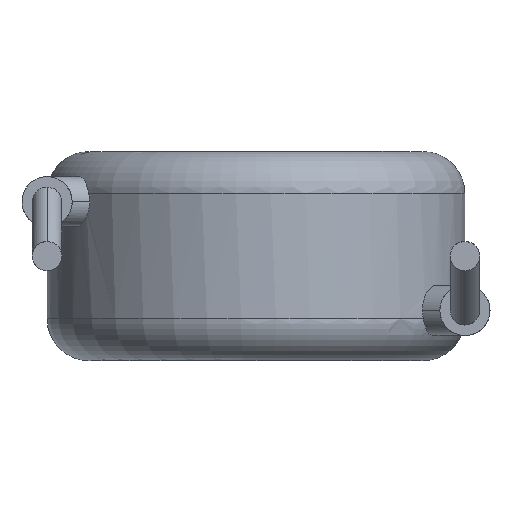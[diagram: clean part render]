
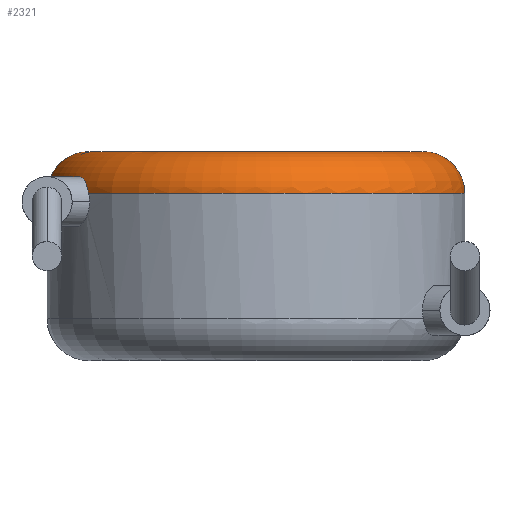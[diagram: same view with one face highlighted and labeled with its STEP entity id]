
A CAD part, front view. The second image highlights one B-rep face of the part: STEP entity #2321.
In plain terms, the highlighted toroidal (fillet/blend) face has major radius 4 mm and minor radius 1 mm.
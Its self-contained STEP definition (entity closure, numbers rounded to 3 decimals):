
#52 = DIRECTION ( 'NONE',  ( 1., 0., 0. ) ) ;
#192 = CARTESIAN_POINT ( 'NONE',  ( -4.185, -2.585, 4.399 ) ) ;
#216 = DIRECTION ( 'NONE',  ( -1., 0., 0. ) ) ;
#226 = DIRECTION ( 'NONE',  ( 0., 0., -1. ) ) ;
#233 = EDGE_CURVE ( 'NONE', #2768, #293, #3760, .T. ) ;
#236 = TOROIDAL_SURFACE ( 'NONE', #753, 4., 1. ) ;
#248 = DIRECTION ( 'NONE',  ( 1., 0., 0. ) ) ;
#293 = VERTEX_POINT ( 'NONE', #1200 ) ;
#321 = DIRECTION ( 'NONE',  ( 0., 0., 1. ) ) ;
#506 = VERTEX_POINT ( 'NONE', #3468 ) ;
#542 = CARTESIAN_POINT ( 'NONE',  ( -4.559, -2.053, 4.118 ) ) ;
#711 = CARTESIAN_POINT ( 'NONE',  ( 5., 0., 4. ) ) ;
#753 = AXIS2_PLACEMENT_3D ( 'NONE', #1414, #866, #248 ) ;
#801 = CARTESIAN_POINT ( 'NONE',  ( -4., 0., 4. ) ) ;
#866 = DIRECTION ( 'NONE',  ( 0., 0., 1. ) ) ;
#900 = CARTESIAN_POINT ( 'NONE',  ( 0., 0., 4. ) ) ;
#946 = AXIS2_PLACEMENT_3D ( 'NONE', #801, #1144, #216 ) ;
#991 = CARTESIAN_POINT ( 'NONE',  ( -4., 0., 5. ) ) ;
#1115 = B_SPLINE_CURVE_WITH_KNOTS ( 'NONE', 3,
 ( #3898, #542, #1707, #1678, #2917, #192, #3868, #1549, #1853, #2433 ),
 .UNSPECIFIED., .F., .F.,
 ( 4, 2, 2, 2, 4 ),
 ( 0., 0., 0.001, 0.001, 0.001 ),
 .UNSPECIFIED. ) ;
#1144 = DIRECTION ( 'NONE',  ( 0., 1., 0. ) ) ;
#1187 = CIRCLE ( 'NONE', #2141, 5. ) ;
#1200 = CARTESIAN_POINT ( 'NONE',  ( 4., 0., 5. ) ) ;
#1257 = DIRECTION ( 'NONE',  ( 1., 0., 0. ) ) ;
#1270 = EDGE_CURVE ( 'NONE', #3194, #3878, #1115, .T. ) ;
#1317 = AXIS2_PLACEMENT_3D ( 'NONE', #900, #3306, #52 ) ;
#1347 = AXIS2_PLACEMENT_3D ( 'NONE', #3380, #321, #1257 ) ;
#1362 = DIRECTION ( 'NONE',  ( 0., -1., 0. ) ) ;
#1414 = CARTESIAN_POINT ( 'NONE',  ( 0., 0., 4. ) ) ;
#1549 = CARTESIAN_POINT ( 'NONE',  ( -4.058, -2.886, 4.22 ) ) ;
#1674 = EDGE_CURVE ( 'NONE', #2117, #293, #3019, .T. ) ;
#1678 = CARTESIAN_POINT ( 'NONE',  ( -4.382, -2.272, 4.362 ) ) ;
#1707 = CARTESIAN_POINT ( 'NONE',  ( -4.509, -2.113, 4.219 ) ) ;
#1794 = AXIS2_PLACEMENT_3D ( 'NONE', #3876, #1362, #3797 ) ;
#1853 = CARTESIAN_POINT ( 'NONE',  ( -4.029, -2.961, 4.118 ) ) ;
#1966 = ORIENTED_EDGE ( 'NONE', *, *, #1270, .T. ) ;
#2037 = EDGE_LOOP ( 'NONE', ( #3474, #3591, #1966, #2144, #3908, #3754 ) ) ;
#2117 = VERTEX_POINT ( 'NONE', #711 ) ;
#2141 = AXIS2_PLACEMENT_3D ( 'NONE', #2948, #226, #3879 ) ;
#2144 = ORIENTED_EDGE ( 'NONE', *, *, #3224, .F. ) ;
#2213 = CIRCLE ( 'NONE', #946, 1. ) ;
#2321 = ADVANCED_FACE ( 'NONE', ( #3831 ), #236, .T. ) ;
#2433 = CARTESIAN_POINT ( 'NONE',  ( -4.004, -2.995, 4. ) ) ;
#2594 = CARTESIAN_POINT ( 'NONE',  ( -4.576, -2.015, 4. ) ) ;
#2768 = VERTEX_POINT ( 'NONE', #991 ) ;
#2913 = CIRCLE ( 'NONE', #1317, 5. ) ;
#2917 = CARTESIAN_POINT ( 'NONE',  ( -4.308, -2.371, 4.401 ) ) ;
#2948 = CARTESIAN_POINT ( 'NONE',  ( 0., 0., 4. ) ) ;
#3019 = CIRCLE ( 'NONE', #1794, 1. ) ;
#3194 = VERTEX_POINT ( 'NONE', #2594 ) ;
#3224 = EDGE_CURVE ( 'NONE', #2117, #3878, #1187, .T. ) ;
#3306 = DIRECTION ( 'NONE',  ( 0., 0., -1. ) ) ;
#3380 = CARTESIAN_POINT ( 'NONE',  ( 0., 0., 5. ) ) ;
#3432 = EDGE_CURVE ( 'NONE', #506, #2768, #2213, .T. ) ;
#3456 = EDGE_CURVE ( 'NONE', #3194, #506, #2913, .T. ) ;
#3468 = CARTESIAN_POINT ( 'NONE',  ( -5., 0., 4. ) ) ;
#3474 = ORIENTED_EDGE ( 'NONE', *, *, #3432, .F. ) ;
#3591 = ORIENTED_EDGE ( 'NONE', *, *, #3456, .F. ) ;
#3754 = ORIENTED_EDGE ( 'NONE', *, *, #233, .F. ) ;
#3760 = CIRCLE ( 'NONE', #1347, 4. ) ;
#3797 = DIRECTION ( 'NONE',  ( 0., 0., -1. ) ) ;
#3831 = FACE_OUTER_BOUND ( 'NONE', #2037, .T. ) ;
#3868 = CARTESIAN_POINT ( 'NONE',  ( -4.134, -2.698, 4.36 ) ) ;
#3876 = CARTESIAN_POINT ( 'NONE',  ( 4., 0., 4. ) ) ;
#3878 = VERTEX_POINT ( 'NONE', #3911 ) ;
#3879 = DIRECTION ( 'NONE',  ( 1., 0., 0. ) ) ;
#3898 = CARTESIAN_POINT ( 'NONE',  ( -4.576, -2.015, 4. ) ) ;
#3908 = ORIENTED_EDGE ( 'NONE', *, *, #1674, .T. ) ;
#3911 = CARTESIAN_POINT ( 'NONE',  ( -4.004, -2.995, 4. ) ) ;
